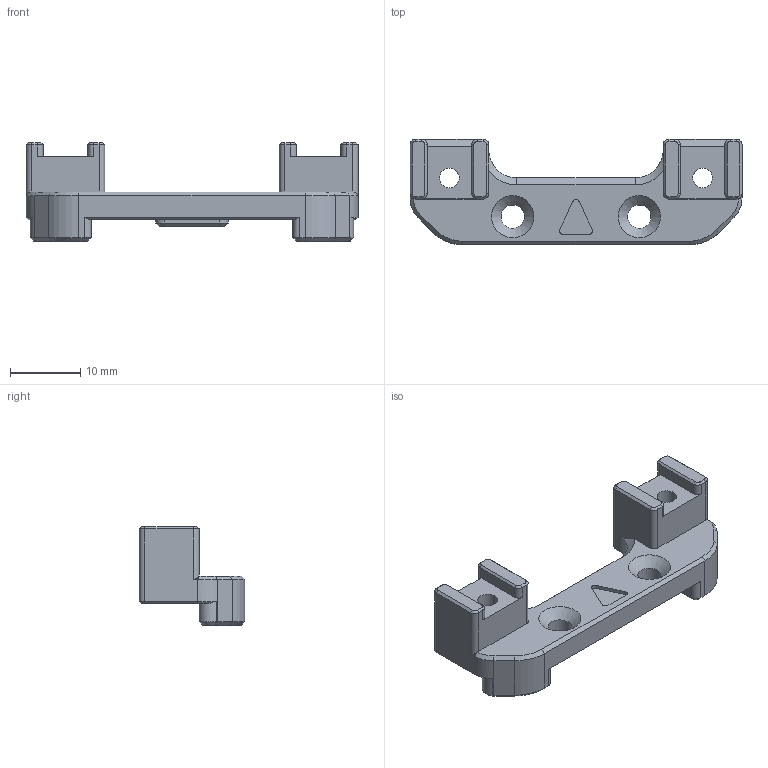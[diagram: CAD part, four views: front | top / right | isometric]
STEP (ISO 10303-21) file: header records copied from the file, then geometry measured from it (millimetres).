
FILE_DESCRIPTION(/* description */ (''),/* implementation_level */ '2;1');
FILE_NAME(/* name */ 'SdE Felin v3 - (tte plate) (anodisation 0.07mm).step',/* time_stamp */ '2023-06-03T22:17:41+02:00',/* author */ (''),/* organization */ (''),/* preprocessor_version */ 'ST-DEVELOPER v19.2',/* originating_system */ 'Autodesk Translation Framework v12.6.0.85',/* authorisation */ '');
FILE_SCHEMA (('AUTOMOTIVE_DESIGN { 1 0 10303 214 3 1 1 }'));
Length unit declared in the file: millimetre
Products named in the file (2): QD Plate home made; SdE Felin (les vis rentrent de 4.8mm max dans la tige d'élév
ation)
Bounding box: 47.2 x 15 x 14 mm (x, y, z)
Volume: 3146.3 mm3; surface area: 2460.4 mm2
Topology: 1 solids, 1 shells, 172 faces, 418 edges, 250 vertices
Faces by surface type: plane 81, cone 48, cylinder 41, bspline 2
Full cylindrical faces by diameter (mm): 2.8 x2, 3.3 x2, 7.64 x2
Entity records: 5111 total; most frequent: CARTESIAN_POINT 906, DIRECTION 896, ORIENTED_EDGE 836, EDGE_CURVE 418, AXIS2_PLACEMENT_3D 313, LINE 270, VECTOR 270, VERTEX_POINT 250
